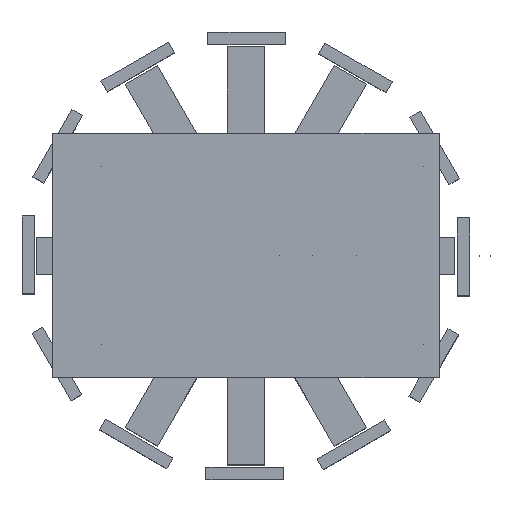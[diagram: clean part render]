
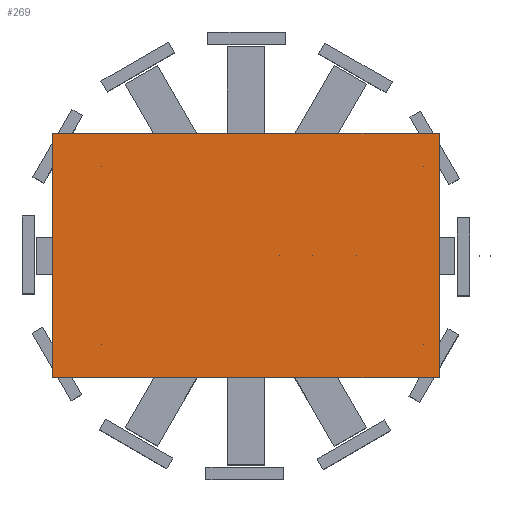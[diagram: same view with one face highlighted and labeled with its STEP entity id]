
A CAD part, top view. The second image highlights one B-rep face of the part: STEP entity #269.
In plain terms, the highlighted planar face has unit normal (0, 0, 1).
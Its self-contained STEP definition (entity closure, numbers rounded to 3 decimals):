
#269=ADVANCED_FACE('',(#469,#342,#343,#344,#345),#2518,.T.);
#342=FACE_BOUND('',#662,.T.);
#343=FACE_BOUND('',#663,.T.);
#344=FACE_BOUND('',#664,.T.);
#345=FACE_BOUND('',#665,.T.);
#469=FACE_OUTER_BOUND('',#661,.T.);
#661=EDGE_LOOP('',(#1188,#1189,#1190,#1191));
#662=EDGE_LOOP('',(#1192));
#663=EDGE_LOOP('',(#1193));
#664=EDGE_LOOP('',(#1194));
#665=EDGE_LOOP('',(#1195));
#1188=ORIENTED_EDGE('',*,*,#1651,.F.);
#1189=ORIENTED_EDGE('',*,*,#1649,.F.);
#1190=ORIENTED_EDGE('',*,*,#1647,.F.);
#1191=ORIENTED_EDGE('',*,*,#1645,.F.);
#1192=ORIENTED_EDGE('',*,*,#1653,.F.);
#1193=ORIENTED_EDGE('',*,*,#1655,.F.);
#1194=ORIENTED_EDGE('',*,*,#1657,.F.);
#1195=ORIENTED_EDGE('',*,*,#1659,.F.);
#1645=EDGE_CURVE('',#2311,#2312,#1974,.T.);
#1647=EDGE_CURVE('',#2312,#2313,#1976,.T.);
#1649=EDGE_CURVE('',#2313,#2314,#1978,.T.);
#1651=EDGE_CURVE('',#2314,#2311,#1980,.T.);
#1653=EDGE_CURVE('',#2315,#2315,#2137,.T.);
#1655=EDGE_CURVE('',#2316,#2316,#2138,.T.);
#1657=EDGE_CURVE('',#2317,#2317,#2139,.T.);
#1659=EDGE_CURVE('',#2318,#2318,#2140,.T.);
#1974=B_SPLINE_CURVE_WITH_KNOTS('',1,(#3972,#3973),.UNSPECIFIED.,.F.,.F.,
(2,2),(57.424,74.842),.UNSPECIFIED.);
#1976=B_SPLINE_CURVE_WITH_KNOTS('',3,(#3976,#3977,#3978,#3979,#3980),
 .UNSPECIFIED.,.F.,.F.,(4,1,4),(74.842,80.633,86.424),
 .UNSPECIFIED.);
#1978=B_SPLINE_CURVE_WITH_KNOTS('',1,(#3983,#3984),.UNSPECIFIED.,.F.,.F.,
(2,2),(86.424,103.842),.UNSPECIFIED.);
#1980=B_SPLINE_CURVE_WITH_KNOTS('',3,(#3987,#3988,#3989,#3990,#3991),
 .UNSPECIFIED.,.F.,.F.,(4,1,4),(103.842,109.634,115.425),
 .UNSPECIFIED.);
#2137=(
BOUNDED_CURVE()
B_SPLINE_CURVE(2,(#3994,#3995,#3996,#3997,#3998,#3999,#4000,#4001,#4002),
 .UNSPECIFIED.,.T.,.F.)
B_SPLINE_CURVE_WITH_KNOTS((3,2,2,2,3),(-4.712,-3.534,
-2.356,-1.178,0.),.UNSPECIFIED.)
CURVE()
GEOMETRIC_REPRESENTATION_ITEM()
RATIONAL_B_SPLINE_CURVE((1.,0.707,1.,0.707,1.,0.707,
1.,0.707,1.))
REPRESENTATION_ITEM('')
);
#2138=(
BOUNDED_CURVE()
B_SPLINE_CURVE(2,(#4005,#4006,#4007,#4008,#4009,#4010,#4011,#4012,#4013),
 .UNSPECIFIED.,.T.,.F.)
B_SPLINE_CURVE_WITH_KNOTS((3,2,2,2,3),(-4.712,-3.534,
-2.356,-1.178,0.),.UNSPECIFIED.)
CURVE()
GEOMETRIC_REPRESENTATION_ITEM()
RATIONAL_B_SPLINE_CURVE((1.,0.707,1.,0.707,1.,0.707,
1.,0.707,1.))
REPRESENTATION_ITEM('')
);
#2139=(
BOUNDED_CURVE()
B_SPLINE_CURVE(2,(#4016,#4017,#4018,#4019,#4020,#4021,#4022,#4023,#4024),
 .UNSPECIFIED.,.T.,.F.)
B_SPLINE_CURVE_WITH_KNOTS((3,2,2,2,3),(-4.712,-3.534,
-2.356,-1.178,0.),.UNSPECIFIED.)
CURVE()
GEOMETRIC_REPRESENTATION_ITEM()
RATIONAL_B_SPLINE_CURVE((1.,0.707,1.,0.707,1.,0.707,
1.,0.707,1.))
REPRESENTATION_ITEM('')
);
#2140=(
BOUNDED_CURVE()
B_SPLINE_CURVE(2,(#4027,#4028,#4029,#4030,#4031,#4032,#4033,#4034,#4035),
 .UNSPECIFIED.,.T.,.F.)
B_SPLINE_CURVE_WITH_KNOTS((3,2,2,2,3),(-4.712,-3.534,
-2.356,-1.178,0.),.UNSPECIFIED.)
CURVE()
GEOMETRIC_REPRESENTATION_ITEM()
RATIONAL_B_SPLINE_CURVE((1.,0.707,1.,0.707,1.,0.707,
1.,0.707,1.))
REPRESENTATION_ITEM('')
);
#2311=VERTEX_POINT('',#3912);
#2312=VERTEX_POINT('',#3913);
#2313=VERTEX_POINT('',#3914);
#2314=VERTEX_POINT('',#3915);
#2315=VERTEX_POINT('',#3916);
#2316=VERTEX_POINT('',#3917);
#2317=VERTEX_POINT('',#3918);
#2318=VERTEX_POINT('',#3919);
#2518=PLANE('',#2713);
#2713=AXIS2_PLACEMENT_3D('',#3903,#2893,$);
#2893=DIRECTION('',(0.,0.,1.));
#3903=CARTESIAN_POINT('',(-10.726,5.612,15.918));
#3912=CARTESIAN_POINT('',(-8.709,5.502,15.918));
#3913=CARTESIAN_POINT('',(8.709,5.502,15.918));
#3914=CARTESIAN_POINT('',(8.709,-5.502,15.918));
#3915=CARTESIAN_POINT('',(-8.709,-5.502,15.918));
#3916=CARTESIAN_POINT('',(-6.5,4.,15.918));
#3917=CARTESIAN_POINT('',(-6.5,-4.,15.918));
#3918=CARTESIAN_POINT('',(8.,4.,15.918));
#3919=CARTESIAN_POINT('',(8.,-4.,15.918));
#3972=CARTESIAN_POINT('',(-8.709,5.502,15.918));
#3973=CARTESIAN_POINT('',(8.709,5.502,15.918));
#3976=CARTESIAN_POINT('',(8.709,5.502,15.918));
#3977=CARTESIAN_POINT('',(9.768,3.888,15.918));
#3978=CARTESIAN_POINT('',(11.261,0.,15.918));
#3979=CARTESIAN_POINT('',(9.768,-3.888,15.918));
#3980=CARTESIAN_POINT('',(8.709,-5.502,15.918));
#3983=CARTESIAN_POINT('',(8.709,-5.502,15.918));
#3984=CARTESIAN_POINT('',(-8.709,-5.502,15.918));
#3987=CARTESIAN_POINT('',(-8.709,-5.502,15.918));
#3988=CARTESIAN_POINT('',(-9.769,-3.889,15.918));
#3989=CARTESIAN_POINT('',(-11.263,0.,15.918));
#3990=CARTESIAN_POINT('',(-9.769,3.889,15.918));
#3991=CARTESIAN_POINT('',(-8.709,5.502,15.918));
#3994=CARTESIAN_POINT('',(-6.5,4.,15.918));
#3995=CARTESIAN_POINT('',(-6.5,4.75,15.918));
#3996=CARTESIAN_POINT('',(-7.25,4.75,15.918));
#3997=CARTESIAN_POINT('',(-8.,4.75,15.918));
#3998=CARTESIAN_POINT('',(-8.,4.,15.918));
#3999=CARTESIAN_POINT('',(-8.,3.25,15.918));
#4000=CARTESIAN_POINT('',(-7.25,3.25,15.918));
#4001=CARTESIAN_POINT('',(-6.5,3.25,15.918));
#4002=CARTESIAN_POINT('',(-6.5,4.,15.918));
#4005=CARTESIAN_POINT('',(-6.5,-4.,15.918));
#4006=CARTESIAN_POINT('',(-6.5,-3.25,15.918));
#4007=CARTESIAN_POINT('',(-7.25,-3.25,15.918));
#4008=CARTESIAN_POINT('',(-8.,-3.25,15.918));
#4009=CARTESIAN_POINT('',(-8.,-4.,15.918));
#4010=CARTESIAN_POINT('',(-8.,-4.75,15.918));
#4011=CARTESIAN_POINT('',(-7.25,-4.75,15.918));
#4012=CARTESIAN_POINT('',(-6.5,-4.75,15.918));
#4013=CARTESIAN_POINT('',(-6.5,-4.,15.918));
#4016=CARTESIAN_POINT('',(8.,4.,15.918));
#4017=CARTESIAN_POINT('',(8.,4.75,15.918));
#4018=CARTESIAN_POINT('',(7.25,4.75,15.918));
#4019=CARTESIAN_POINT('',(6.5,4.75,15.918));
#4020=CARTESIAN_POINT('',(6.5,4.,15.918));
#4021=CARTESIAN_POINT('',(6.5,3.25,15.918));
#4022=CARTESIAN_POINT('',(7.25,3.25,15.918));
#4023=CARTESIAN_POINT('',(8.,3.25,15.918));
#4024=CARTESIAN_POINT('',(8.,4.,15.918));
#4027=CARTESIAN_POINT('',(8.,-4.,15.918));
#4028=CARTESIAN_POINT('',(8.,-3.25,15.918));
#4029=CARTESIAN_POINT('',(7.25,-3.25,15.918));
#4030=CARTESIAN_POINT('',(6.5,-3.25,15.918));
#4031=CARTESIAN_POINT('',(6.5,-4.,15.918));
#4032=CARTESIAN_POINT('',(6.5,-4.75,15.918));
#4033=CARTESIAN_POINT('',(7.25,-4.75,15.918));
#4034=CARTESIAN_POINT('',(8.,-4.75,15.918));
#4035=CARTESIAN_POINT('',(8.,-4.,15.918));
